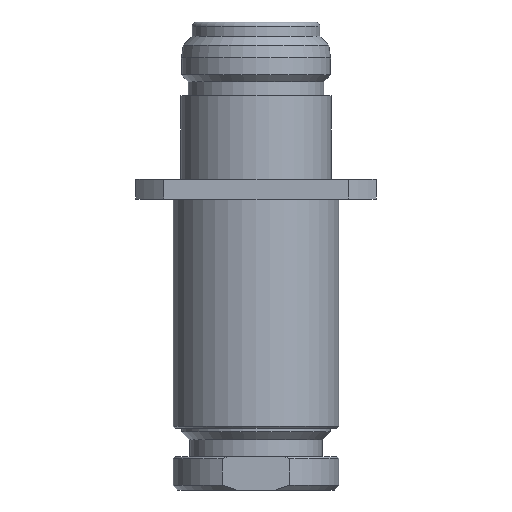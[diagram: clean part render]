
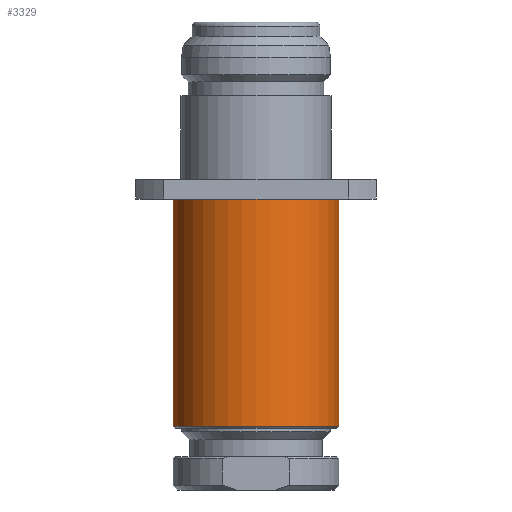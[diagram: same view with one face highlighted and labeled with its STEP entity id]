
A CAD part, front view. The second image highlights one B-rep face of the part: STEP entity #3329.
In plain terms, the highlighted cylindrical face has radius 8.75 mm (diameter 17.5 mm), a partial arc.
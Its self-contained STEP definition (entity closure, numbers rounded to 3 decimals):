
#158 = CARTESIAN_POINT ( 'NONE',  ( -8.75, 0., 2.331 ) ) ;
#334 = FACE_OUTER_BOUND ( 'NONE', #2676, .T. ) ;
#410 = DIRECTION ( 'NONE',  ( 1., 0., 0. ) ) ;
#506 = LINE ( 'NONE', #910, #2118 ) ;
#517 = AXIS2_PLACEMENT_3D ( 'NONE', #874, #3152, #3479 ) ;
#640 = CIRCLE ( 'NONE', #517, 8.75 ) ;
#861 = ORIENTED_EDGE ( 'NONE', *, *, #3156, .F. ) ;
#874 = CARTESIAN_POINT ( 'NONE',  ( 0., 0., -18.7 ) ) ;
#910 = CARTESIAN_POINT ( 'NONE',  ( 8.75, 0., 2.331 ) ) ;
#1070 = ORIENTED_EDGE ( 'NONE', *, *, #1397, .T. ) ;
#1212 = AXIS2_PLACEMENT_3D ( 'NONE', #1367, #2690, #410 ) ;
#1244 = CARTESIAN_POINT ( 'NONE',  ( 8.75, 0., -42.7 ) ) ;
#1367 = CARTESIAN_POINT ( 'NONE',  ( 0., 0., 2.331 ) ) ;
#1397 = EDGE_CURVE ( 'NONE', #3529, #3733, #3449, .T. ) ;
#1519 = VERTEX_POINT ( 'NONE', #3188 ) ;
#1592 = DIRECTION ( 'NONE',  ( 1., 0., 0. ) ) ;
#1636 = EDGE_CURVE ( 'NONE', #3733, #2754, #506, .T. ) ;
#1763 = CARTESIAN_POINT ( 'NONE',  ( 8.75, 0., -18.7 ) ) ;
#1924 = CARTESIAN_POINT ( 'NONE',  ( 0., 0., -42.7 ) ) ;
#2118 = VECTOR ( 'NONE', #2172, 1000. ) ;
#2154 = EDGE_CURVE ( 'NONE', #3529, #1519, #4231, .T. ) ;
#2172 = DIRECTION ( 'NONE',  ( 0., 0., 1. ) ) ;
#2175 = CARTESIAN_POINT ( 'NONE',  ( -8.75, 0., -42.7 ) ) ;
#2676 = EDGE_LOOP ( 'NONE', ( #3838, #1070, #4244, #861 ) ) ;
#2690 = DIRECTION ( 'NONE',  ( 0., 0., 1. ) ) ;
#2754 = VERTEX_POINT ( 'NONE', #1763 ) ;
#2782 = VECTOR ( 'NONE', #3318, 1000. ) ;
#2879 = AXIS2_PLACEMENT_3D ( 'NONE', #1924, #3892, #1592 ) ;
#3152 = DIRECTION ( 'NONE',  ( 0., 0., 1. ) ) ;
#3156 = EDGE_CURVE ( 'NONE', #1519, #2754, #640, .T. ) ;
#3188 = CARTESIAN_POINT ( 'NONE',  ( -8.75, 0., -18.7 ) ) ;
#3318 = DIRECTION ( 'NONE',  ( 0., 0., 1. ) ) ;
#3329 = ADVANCED_FACE ( 'NONE', ( #334 ), #3645, .T. ) ;
#3449 = CIRCLE ( 'NONE', #2879, 8.75 ) ;
#3479 = DIRECTION ( 'NONE',  ( 1., 0., 0. ) ) ;
#3529 = VERTEX_POINT ( 'NONE', #2175 ) ;
#3645 = CYLINDRICAL_SURFACE ( 'NONE', #1212, 8.75 ) ;
#3733 = VERTEX_POINT ( 'NONE', #1244 ) ;
#3838 = ORIENTED_EDGE ( 'NONE', *, *, #2154, .F. ) ;
#3892 = DIRECTION ( 'NONE',  ( 0., 0., 1. ) ) ;
#4231 = LINE ( 'NONE', #158, #2782 ) ;
#4244 = ORIENTED_EDGE ( 'NONE', *, *, #1636, .T. ) ;
